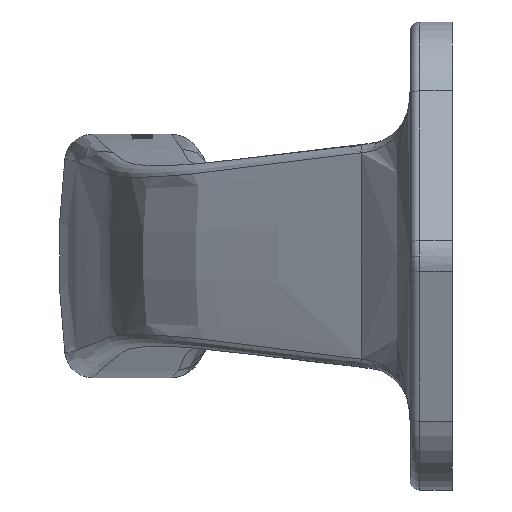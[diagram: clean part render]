
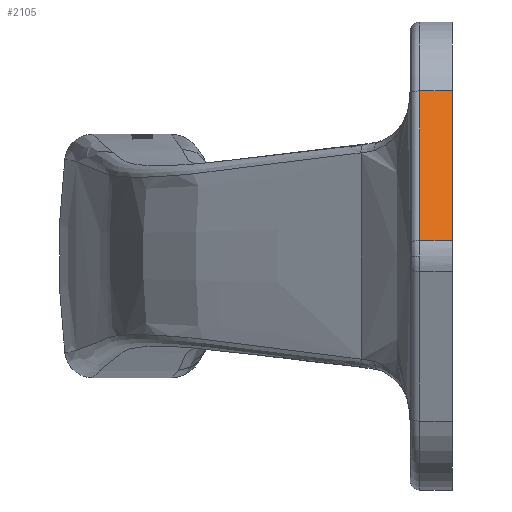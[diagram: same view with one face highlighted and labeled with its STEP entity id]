
A CAD part, left-side view. The second image highlights one B-rep face of the part: STEP entity #2105.
In plain terms, the highlighted planar face has unit normal (-0.944, 0, 0.33).
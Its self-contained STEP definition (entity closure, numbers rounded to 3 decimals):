
#214 = EDGE_CURVE ( 'NONE', #11165, #1982, #7371, .T. ) ;
#1753 = LINE ( 'NONE', #8894, #7552 ) ;
#1982 = VERTEX_POINT ( 'NONE', #4786 ) ;
#2105 = ADVANCED_FACE ( 'NONE', ( #8882 ), #8545, .F. ) ;
#3212 = CARTESIAN_POINT ( 'NONE',  ( -99.134, 0., 17.63 ) ) ;
#3378 = DIRECTION ( 'NONE',  ( 0.944, 0., -0.33 ) ) ;
#3567 = CARTESIAN_POINT ( 'NONE',  ( -104.72, 0., 1.65 ) ) ;
#4075 = EDGE_LOOP ( 'NONE', ( #21255, #13017, #5063, #12468 ) ) ;
#4786 = CARTESIAN_POINT ( 'NONE',  ( -99.134, 3.5, 17.63 ) ) ;
#4919 = EDGE_CURVE ( 'NONE', #6991, #11165, #7245, .T. ) ;
#5063 = ORIENTED_EDGE ( 'NONE', *, *, #17652, .T. ) ;
#6803 = VECTOR ( 'NONE', #20897, 1000. ) ;
#6836 = EDGE_CURVE ( 'NONE', #6991, #13761, #1753, .T. ) ;
#6991 = VERTEX_POINT ( 'NONE', #19614 ) ;
#7245 = LINE ( 'NONE', #3567, #8652 ) ;
#7371 = LINE ( 'NONE', #8553, #6803 ) ;
#7552 = VECTOR ( 'NONE', #21074, 1000. ) ;
#7587 = CARTESIAN_POINT ( 'NONE',  ( -104.72, 3.5, 1.65 ) ) ;
#8545 = PLANE ( 'NONE',  #12936 ) ;
#8553 = CARTESIAN_POINT ( 'NONE',  ( -99.134, 3.5, 17.63 ) ) ;
#8652 = VECTOR ( 'NONE', #22921, 1000. ) ;
#8882 = FACE_OUTER_BOUND ( 'NONE', #4075, .T. ) ;
#8894 = CARTESIAN_POINT ( 'NONE',  ( -99.134, 0., 17.63 ) ) ;
#11165 = VERTEX_POINT ( 'NONE', #7587 ) ;
#12468 = ORIENTED_EDGE ( 'NONE', *, *, #214, .F. ) ;
#12936 = AXIS2_PLACEMENT_3D ( 'NONE', #20888, #3378, #15751 ) ;
#13017 = ORIENTED_EDGE ( 'NONE', *, *, #6836, .T. ) ;
#13761 = VERTEX_POINT ( 'NONE', #17997 ) ;
#13864 = DIRECTION ( 'NONE',  ( 0., 1., 0. ) ) ;
#15751 = DIRECTION ( 'NONE',  ( 0.33, 0., 0.944 ) ) ;
#17652 = EDGE_CURVE ( 'NONE', #13761, #1982, #20821, .T. ) ;
#17997 = CARTESIAN_POINT ( 'NONE',  ( -99.134, 0., 17.63 ) ) ;
#19614 = CARTESIAN_POINT ( 'NONE',  ( -104.72, 0., 1.65 ) ) ;
#20821 = LINE ( 'NONE', #3212, #22764 ) ;
#20888 = CARTESIAN_POINT ( 'NONE',  ( -99.134, 0., 17.63 ) ) ;
#20897 = DIRECTION ( 'NONE',  ( 0.33, 0., 0.944 ) ) ;
#21074 = DIRECTION ( 'NONE',  ( 0.33, 0., 0.944 ) ) ;
#21255 = ORIENTED_EDGE ( 'NONE', *, *, #4919, .F. ) ;
#22764 = VECTOR ( 'NONE', #13864, 1000. ) ;
#22921 = DIRECTION ( 'NONE',  ( 0., 1., 0. ) ) ;
